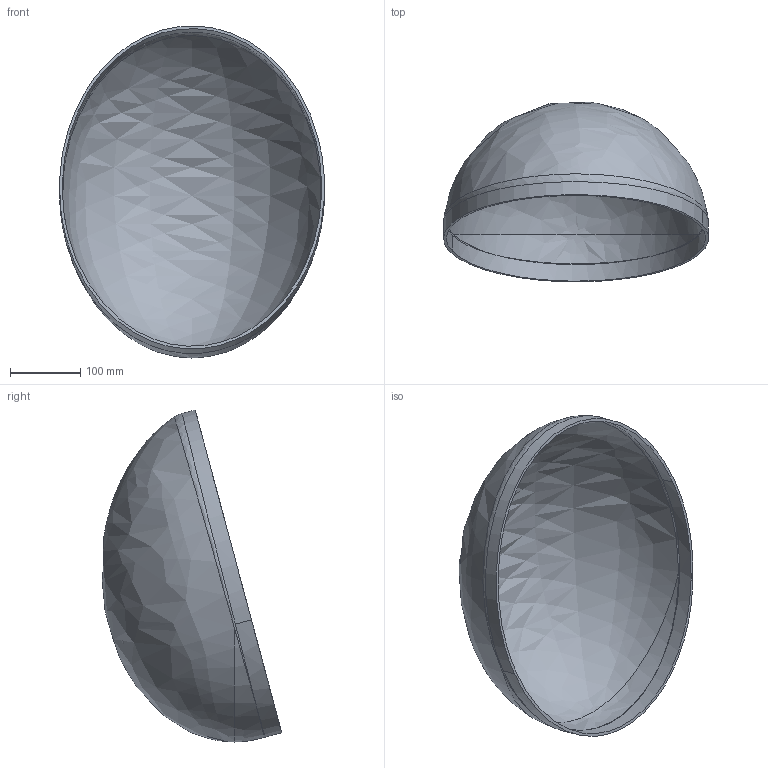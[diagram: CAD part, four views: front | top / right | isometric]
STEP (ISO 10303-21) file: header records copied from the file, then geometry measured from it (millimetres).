
FILE_DESCRIPTION (( 'STEP AP214' ), '1' );
FILE_NAME ('head_outer.STEP', '2018-02-28T08:43:59', ( '' ), ( '' ), 'SwSTEP 2.0', 'SolidWorks 2016', '' );
FILE_SCHEMA (( 'AUTOMOTIVE_DESIGN' ));
Length unit declared in the file: millimetre
Products named in the file (1): head_outer
Bounding box: 377.7 x 255.73 x 473.43 mm (x, y, z)
Volume: 1096376.8 mm3; surface area: 551035.4 mm2
Topology: 1 solids, 1 shells, 13 faces, 41 edges, 27 vertices
Faces by surface type: bspline 12, plane 1
Entity records: 5026 total; most frequent: CARTESIAN_POINT 4733, ORIENTED_EDGE 74, EDGE_CURVE 37, B_SPLINE_CURVE_WITH_KNOTS 31, VERTEX_POINT 27, EDGE_LOOP 14, FACE_OUTER_BOUND 13, ADVANCED_FACE 13
